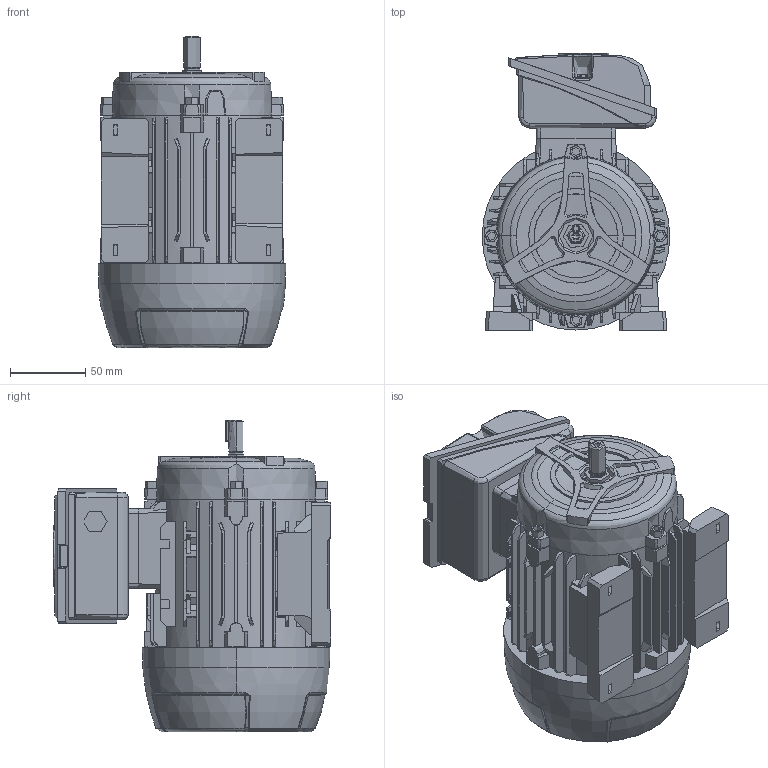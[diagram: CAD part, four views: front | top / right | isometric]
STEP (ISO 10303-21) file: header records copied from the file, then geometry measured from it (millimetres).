
FILE_DESCRIPTION (( 'STEP AP203' ), '1' );
FILE_NAME ('63 TOP.STEP', '2021-08-27T16:04:57', ( '' ), ( '' ), 'SwSTEP 2.0', 'SolidWorks 2018', '' );
FILE_SCHEMA (( 'CONFIG_CONTROL_DESIGN' ));
Length unit declared in the file: millimetre
Products named in the file (31): 105006182; 105007077; Eixo padrão IEC63 IR3_50.5014.566; 105006183; 105007177; Parafuso Altracs M5; 105006183_10.5006.183; Parafuso Altracs M5_10.5011.291 x 15; 105032001_10.5032.005-4x14; 105032001; 105033018; 105007176; 63 TOP; CONJUNTO CARCAÇA IEC63 IR3_505234119; 105035215; 105007176_10.5007.176; 105035215_505307010; 105011312; Eixo padrão IEC63 IR3; 105006182_50.5307.015; 105007177_10.5007.177; 105011312_105011312
Assembly tree (19 placements, depth 3):
  105006182
  105007077
  105006183
  105007177
  Parafuso Altracs M5
Bounding box: 125 x 184.77 x 207.5 mm (x, y, z)
Volume: 2300796.4 mm3; surface area: 252357.7 mm2
Topology: 16 solids, 43 shells, 1856 faces, 4845 edges, 3140 vertices
Faces by surface type: plane 936, cylinder 466, cone 213, bspline 166, torus 54, sphere 21
Entity records: 64868 total; most frequent: CARTESIAN_POINT 20355, ORIENTED_EDGE 9218, DIRECTION 8004, EDGE_CURVE 4609, VERTEX_POINT 3002, AXIS2_PLACEMENT_3D 2762, VECTOR 2480, LINE 2480
